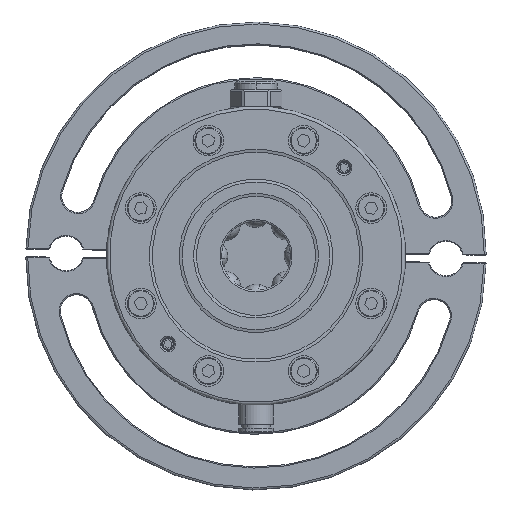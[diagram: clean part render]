
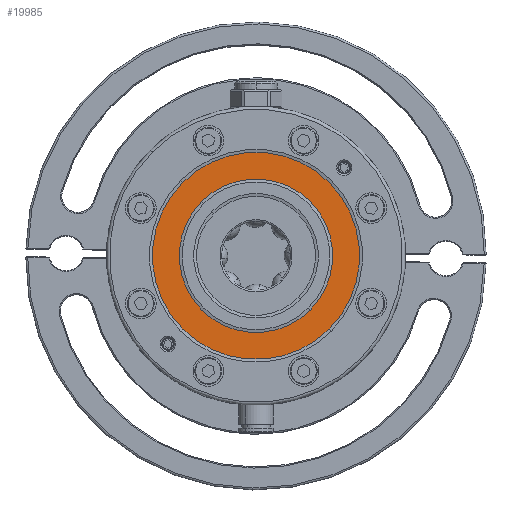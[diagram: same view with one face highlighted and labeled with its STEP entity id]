
A CAD part, top view. The second image highlights one B-rep face of the part: STEP entity #19985.
In plain terms, the highlighted face is planar.
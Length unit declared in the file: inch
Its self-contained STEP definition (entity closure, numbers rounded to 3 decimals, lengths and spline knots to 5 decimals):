
#61 = ORIENTED_EDGE ( 'NONE', *, *, #1262, .T. ) ;
#134 = CARTESIAN_POINT ( 'NONE',  ( 0.79376, -2.12883, -3.33311 ) ) ;
#1262 = EDGE_CURVE ( 'NONE', #17332, #33301, #6933, .T. ) ;
#4034 = CARTESIAN_POINT ( 'NONE',  ( 0.79376, -2.12883, -2.54571 ) ) ;
#4359 = CARTESIAN_POINT ( 'NONE',  ( 0.79376, -2.12883, -1.48272 ) ) ;
#6933 = CIRCLE ( 'NONE', #36803, 0.7874 ) ;
#6965 = AXIS2_PLACEMENT_3D ( 'NONE', #15186, #6991, #35766 ) ;
#6991 = DIRECTION ( 'NONE',  ( 0., -1., 0. ) ) ;
#7504 = EDGE_CURVE ( 'NONE', #31757, #10767, #37014, .T. ) ;
#7597 = DIRECTION ( 'NONE',  ( 0., 0., 1. ) ) ;
#10767 = VERTEX_POINT ( 'NONE', #4359 ) ;
#11101 = AXIS2_PLACEMENT_3D ( 'NONE', #13762, #19625, #25063 ) ;
#11768 = DIRECTION ( 'NONE',  ( 0., 1., 0. ) ) ;
#12459 = CIRCLE ( 'NONE', #26785, 1.06299 ) ;
#13762 = CARTESIAN_POINT ( 'NONE',  ( 0.79376, -2.12883, -2.54571 ) ) ;
#14452 = ORIENTED_EDGE ( 'NONE', *, *, #7504, .F. ) ;
#15186 = CARTESIAN_POINT ( 'NONE',  ( 0.00636, -2.12883, -2.54571 ) ) ;
#16465 = CARTESIAN_POINT ( 'NONE',  ( 0.79376, -2.12883, -3.6087 ) ) ;
#17332 = VERTEX_POINT ( 'NONE', #134 ) ;
#17737 = EDGE_LOOP ( 'NONE', ( #14452, #36954 ) ) ;
#18146 = EDGE_LOOP ( 'NONE', ( #26126, #61 ) ) ;
#19291 = FACE_BOUND ( 'NONE', #18146, .T. ) ;
#19625 = DIRECTION ( 'NONE',  ( 0., 1., 0. ) ) ;
#19985 = ADVANCED_FACE ( 'NONE', ( #23385, #19291 ), #29672, .T. ) ;
#20549 = EDGE_CURVE ( 'NONE', #10767, #31757, #12459, .T. ) ;
#22445 = CIRCLE ( 'NONE', #26668, 0.7874 ) ;
#23385 = FACE_OUTER_BOUND ( 'NONE', #17737, .T. ) ;
#24536 = CARTESIAN_POINT ( 'NONE',  ( 0.79376, -2.12883, -1.75831 ) ) ;
#25063 = DIRECTION ( 'NONE',  ( 0., 0., 1. ) ) ;
#25625 = CARTESIAN_POINT ( 'NONE',  ( 0.79376, -2.12883, -2.54571 ) ) ;
#26126 = ORIENTED_EDGE ( 'NONE', *, *, #32176, .T. ) ;
#26668 = AXIS2_PLACEMENT_3D ( 'NONE', #31778, #11768, #31902 ) ;
#26785 = AXIS2_PLACEMENT_3D ( 'NONE', #4034, #35877, #7597 ) ;
#29672 = PLANE ( 'NONE',  #6965 ) ;
#31145 = DIRECTION ( 'NONE',  ( 0., 1., 0. ) ) ;
#31757 = VERTEX_POINT ( 'NONE', #16465 ) ;
#31778 = CARTESIAN_POINT ( 'NONE',  ( 0.79376, -2.12883, -2.54571 ) ) ;
#31902 = DIRECTION ( 'NONE',  ( 0., 0., 1. ) ) ;
#32176 = EDGE_CURVE ( 'NONE', #33301, #17332, #22445, .T. ) ;
#33301 = VERTEX_POINT ( 'NONE', #24536 ) ;
#35766 = DIRECTION ( 'NONE',  ( 0., 0., -1. ) ) ;
#35877 = DIRECTION ( 'NONE',  ( 0., 1., 0. ) ) ;
#36803 = AXIS2_PLACEMENT_3D ( 'NONE', #25625, #31145, #36851 ) ;
#36851 = DIRECTION ( 'NONE',  ( 0., 0., 1. ) ) ;
#36954 = ORIENTED_EDGE ( 'NONE', *, *, #20549, .F. ) ;
#37014 = CIRCLE ( 'NONE', #11101, 1.06299 ) ;
